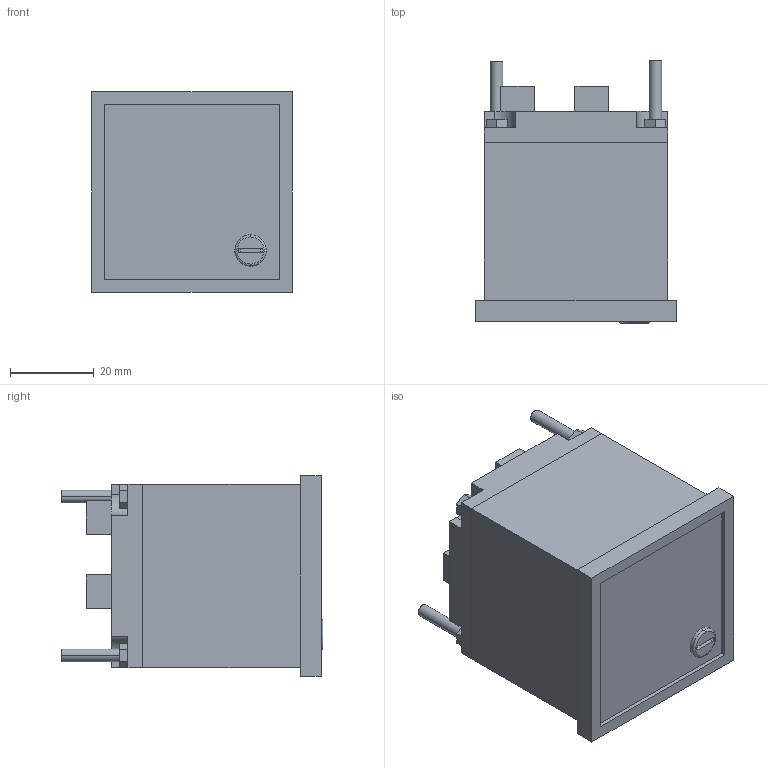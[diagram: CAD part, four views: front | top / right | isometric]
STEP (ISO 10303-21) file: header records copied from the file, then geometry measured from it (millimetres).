
FILE_DESCRIPTION(/* description */ (''),/* implementation_level */ '2;1');
FILE_NAME(/* name */ 'F48',/* time_stamp */ '2017-02-27T15:45:22+01:00',/* author */ (''),/* organization */ (''),/* preprocessor_version */ 'ST-DEVELOPER v15',/* originating_system */ '',/* authorisation */ '');
FILE_SCHEMA (('AUTOMOTIVE_DESIGN'));
Length unit declared in the file: millimetre
Products named in the file (1): Document
Bounding box: 48 x 62.65 x 48 mm (x, y, z)
Volume: 98156.7 mm3; surface area: 21851.5 mm2
Topology: 11 solids, 11 shells, 133 faces, 298 edges, 198 vertices
Faces by surface type: plane 101, bspline 32
Entity records: 3518 total; most frequent: CARTESIAN_POINT 1429, ORIENTED_EDGE 596, EDGE_CURVE 298, B_SPLINE_CURVE_WITH_KNOTS 210, VERTEX_POINT 198, EDGE_LOOP 148, ADVANCED_FACE 133, FACE_OUTER_BOUND 133
